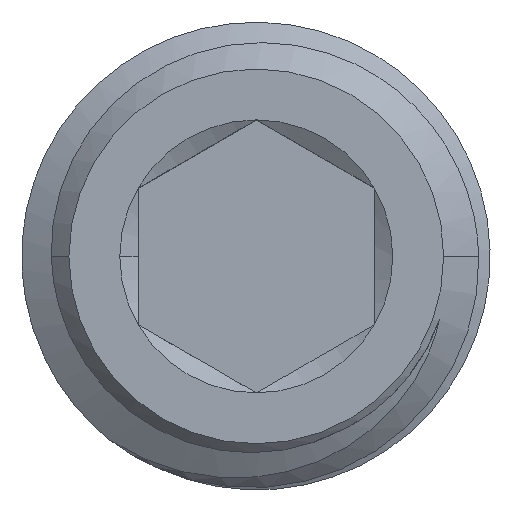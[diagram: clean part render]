
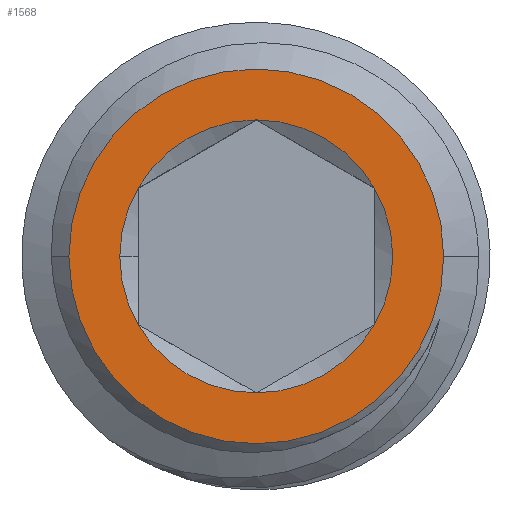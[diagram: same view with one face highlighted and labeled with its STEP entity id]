
A CAD part, top view. The second image highlights one B-rep face of the part: STEP entity #1568.
In plain terms, the highlighted planar face has unit normal (0, 0, 1).
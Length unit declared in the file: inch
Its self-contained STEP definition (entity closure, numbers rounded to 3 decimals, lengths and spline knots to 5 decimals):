
#50 = AXIS2_PLACEMENT_3D ( 'NONE', #1087, #2855, #1339 ) ;
#139 = DIRECTION ( 'NONE',  ( 1., 0., 0. ) ) ;
#157 = VERTEX_POINT ( 'NONE', #1157 ) ;
#232 = CIRCLE ( 'NONE', #2571, 0.09021 ) ;
#255 = ORIENTED_EDGE ( 'NONE', *, *, #526, .T. ) ;
#316 = CIRCLE ( 'NONE', #2276, 0.09021 ) ;
#377 = CARTESIAN_POINT ( 'NONE',  ( -0.09021, 0., 0. ) ) ;
#390 = AXIS2_PLACEMENT_3D ( 'NONE', #1416, #3173, #1674 ) ;
#399 = ORIENTED_EDGE ( 'NONE', *, *, #2004, .T. ) ;
#426 = DIRECTION ( 'NONE',  ( 1., 0., 0. ) ) ;
#475 = ORIENTED_EDGE ( 'NONE', *, *, #1056, .T. ) ;
#526 = EDGE_CURVE ( 'NONE', #870, #1586, #1502, .T. ) ;
#667 = CARTESIAN_POINT ( 'NONE',  ( 0., 0., 0. ) ) ;
#694 = VERTEX_POINT ( 'NONE', #1389 ) ;
#707 = DIRECTION ( 'NONE',  ( 0., 0., -1. ) ) ;
#708 = AXIS2_PLACEMENT_3D ( 'NONE', #2392, #2173, #2452 ) ;
#790 = VERTEX_POINT ( 'NONE', #2160 ) ;
#838 = CARTESIAN_POINT ( 'NONE',  ( 0., 0.09021, 0. ) ) ;
#870 = VERTEX_POINT ( 'NONE', #1625 ) ;
#878 = CARTESIAN_POINT ( 'NONE',  ( 0., 0., 0. ) ) ;
#885 = CARTESIAN_POINT ( 'NONE',  ( 0., 0., 0. ) ) ;
#931 = CIRCLE ( 'NONE', #390, 0.09021 ) ;
#999 = DIRECTION ( 'NONE',  ( 0., 0., -1. ) ) ;
#1056 = EDGE_CURVE ( 'NONE', #1074, #2533, #1689, .T. ) ;
#1074 = VERTEX_POINT ( 'NONE', #838 ) ;
#1080 = ORIENTED_EDGE ( 'NONE', *, *, #1870, .T. ) ;
#1087 = CARTESIAN_POINT ( 'NONE',  ( 0., 0., 0. ) ) ;
#1124 = DIRECTION ( 'NONE',  ( -1., 0., 0. ) ) ;
#1133 = DIRECTION ( 'NONE',  ( -1., 0., 0. ) ) ;
#1144 = DIRECTION ( 'NONE',  ( 0., 0., -1. ) ) ;
#1157 = CARTESIAN_POINT ( 'NONE',  ( -0.07812, 0.04511, 0. ) ) ;
#1237 = AXIS2_PLACEMENT_3D ( 'NONE', #667, #1939, #426 ) ;
#1262 = CARTESIAN_POINT ( 'NONE',  ( 0., -0.09021, 0. ) ) ;
#1339 = DIRECTION ( 'NONE',  ( -1., 0., 0. ) ) ;
#1345 = EDGE_LOOP ( 'NONE', ( #255, #1663 ) ) ;
#1346 = CARTESIAN_POINT ( 'NONE',  ( 0.07812, 0.04511, 0. ) ) ;
#1389 = CARTESIAN_POINT ( 'NONE',  ( 0.07812, -0.04511, 0. ) ) ;
#1416 = CARTESIAN_POINT ( 'NONE',  ( 0., 0., 0. ) ) ;
#1447 = CIRCLE ( 'NONE', #1750, 0.09021 ) ;
#1459 = VERTEX_POINT ( 'NONE', #377 ) ;
#1502 = CIRCLE ( 'NONE', #708, 0.12384 ) ;
#1543 = FACE_OUTER_BOUND ( 'NONE', #1345, .T. ) ;
#1546 = EDGE_CURVE ( 'NONE', #1459, #157, #931, .T. ) ;
#1568 = ADVANCED_FACE ( 'NONE', ( #1543, #2200 ), #1684, .T. ) ;
#1585 = AXIS2_PLACEMENT_3D ( 'NONE', #2507, #999, #2766 ) ;
#1586 = VERTEX_POINT ( 'NONE', #2428 ) ;
#1625 = CARTESIAN_POINT ( 'NONE',  ( 0.12384, 0., 0. ) ) ;
#1648 = DIRECTION ( 'NONE',  ( 0., 0., 1. ) ) ;
#1663 = ORIENTED_EDGE ( 'NONE', *, *, #3016, .T. ) ;
#1674 = DIRECTION ( 'NONE',  ( -1., 0., 0. ) ) ;
#1684 = PLANE ( 'NONE',  #1237 ) ;
#1689 = CIRCLE ( 'NONE', #50, 0.09021 ) ;
#1747 = ORIENTED_EDGE ( 'NONE', *, *, #3057, .T. ) ;
#1750 = AXIS2_PLACEMENT_3D ( 'NONE', #2221, #707, #2466 ) ;
#1870 = EDGE_CURVE ( 'NONE', #2259, #790, #1447, .T. ) ;
#1939 = DIRECTION ( 'NONE',  ( 0., 0., 1. ) ) ;
#2004 = EDGE_CURVE ( 'NONE', #694, #2259, #2714, .T. ) ;
#2069 = AXIS2_PLACEMENT_3D ( 'NONE', #885, #2651, #1133 ) ;
#2160 = CARTESIAN_POINT ( 'NONE',  ( -0.07812, -0.04511, 0. ) ) ;
#2173 = DIRECTION ( 'NONE',  ( 0., 0., 1. ) ) ;
#2200 = FACE_BOUND ( 'NONE', #2558, .T. ) ;
#2221 = CARTESIAN_POINT ( 'NONE',  ( 0., 0., 0. ) ) ;
#2228 = AXIS2_PLACEMENT_3D ( 'NONE', #3150, #1648, #139 ) ;
#2259 = VERTEX_POINT ( 'NONE', #1262 ) ;
#2276 = AXIS2_PLACEMENT_3D ( 'NONE', #878, #2643, #1124 ) ;
#2330 = CIRCLE ( 'NONE', #2228, 0.12384 ) ;
#2392 = CARTESIAN_POINT ( 'NONE',  ( 0., 0., 0. ) ) ;
#2408 = ORIENTED_EDGE ( 'NONE', *, *, #1546, .T. ) ;
#2428 = CARTESIAN_POINT ( 'NONE',  ( -0.12384, 0., 0. ) ) ;
#2452 = DIRECTION ( 'NONE',  ( 1., 0., 0. ) ) ;
#2466 = DIRECTION ( 'NONE',  ( -1., 0., 0. ) ) ;
#2507 = CARTESIAN_POINT ( 'NONE',  ( 0., 0., 0. ) ) ;
#2533 = VERTEX_POINT ( 'NONE', #1346 ) ;
#2558 = EDGE_LOOP ( 'NONE', ( #3008, #399, #1080, #1747, #2408, #3083, #475 ) ) ;
#2571 = AXIS2_PLACEMENT_3D ( 'NONE', #2659, #1144, #2912 ) ;
#2643 = DIRECTION ( 'NONE',  ( 0., 0., -1. ) ) ;
#2651 = DIRECTION ( 'NONE',  ( 0., 0., -1. ) ) ;
#2659 = CARTESIAN_POINT ( 'NONE',  ( 0., 0., 0. ) ) ;
#2714 = CIRCLE ( 'NONE', #1585, 0.09021 ) ;
#2766 = DIRECTION ( 'NONE',  ( -1., 0., 0. ) ) ;
#2852 = EDGE_CURVE ( 'NONE', #157, #1074, #316, .T. ) ;
#2855 = DIRECTION ( 'NONE',  ( 0., 0., -1. ) ) ;
#2912 = DIRECTION ( 'NONE',  ( -1., 0., 0. ) ) ;
#2942 = EDGE_CURVE ( 'NONE', #2533, #694, #2989, .T. ) ;
#2989 = CIRCLE ( 'NONE', #2069, 0.09021 ) ;
#3008 = ORIENTED_EDGE ( 'NONE', *, *, #2942, .T. ) ;
#3016 = EDGE_CURVE ( 'NONE', #1586, #870, #2330, .T. ) ;
#3057 = EDGE_CURVE ( 'NONE', #790, #1459, #232, .T. ) ;
#3083 = ORIENTED_EDGE ( 'NONE', *, *, #2852, .T. ) ;
#3150 = CARTESIAN_POINT ( 'NONE',  ( 0., 0., 0. ) ) ;
#3173 = DIRECTION ( 'NONE',  ( 0., 0., -1. ) ) ;
